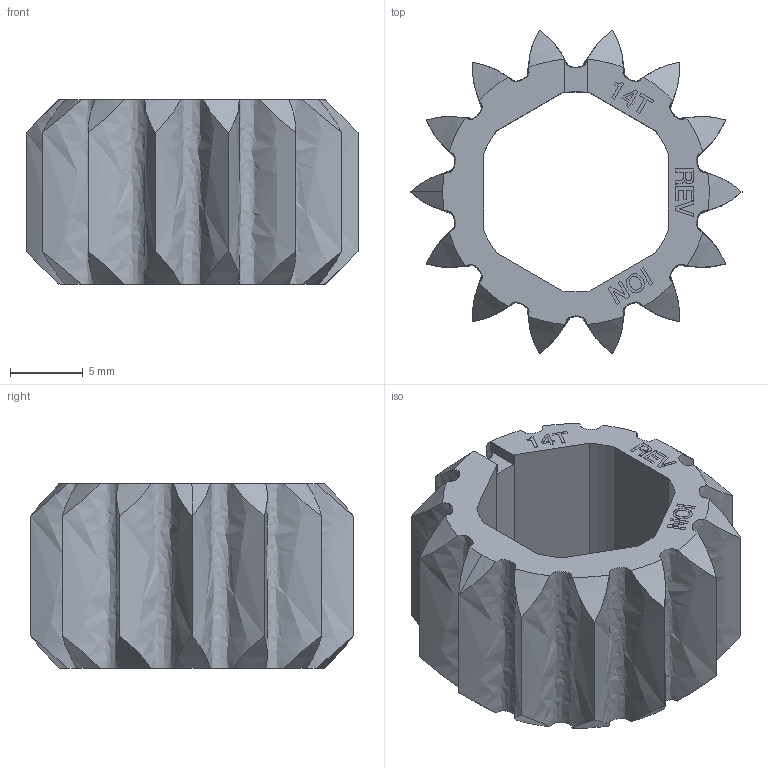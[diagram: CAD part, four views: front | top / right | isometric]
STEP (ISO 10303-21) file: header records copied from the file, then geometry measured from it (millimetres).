
FILE_DESCRIPTION (( 'STEP AP214' ), '1' );
FILE_NAME ('REV-21-3361.STEP', '2025-10-06T22:26:15', ( '' ), ( '' ), 'SwSTEP 2.0', 'SolidWorks 2022', '' );
FILE_SCHEMA (( 'AUTOMOTIVE_DESIGN' ));
Length unit declared in the file: millimetre
Products named in the file (1): REV-21-3361
Bounding box: 22.8 x 22.22 x 12.7 mm (x, y, z)
Volume: 1690.7 mm3; surface area: 2070 mm2
Topology: 1 solids, 1 shells, 167 faces, 460 edges, 306 vertices
Faces by surface type: plane 100, bspline 31, cone 30, cylinder 6
Entity records: 8735 total; most frequent: CARTESIAN_POINT 3589, ORIENTED_EDGE 920, DIRECTION 658, EDGE_CURVE 460, VERTEX_POINT 306, LINE 296, VECTOR 296, AXIS2_PLACEMENT_3D 181
